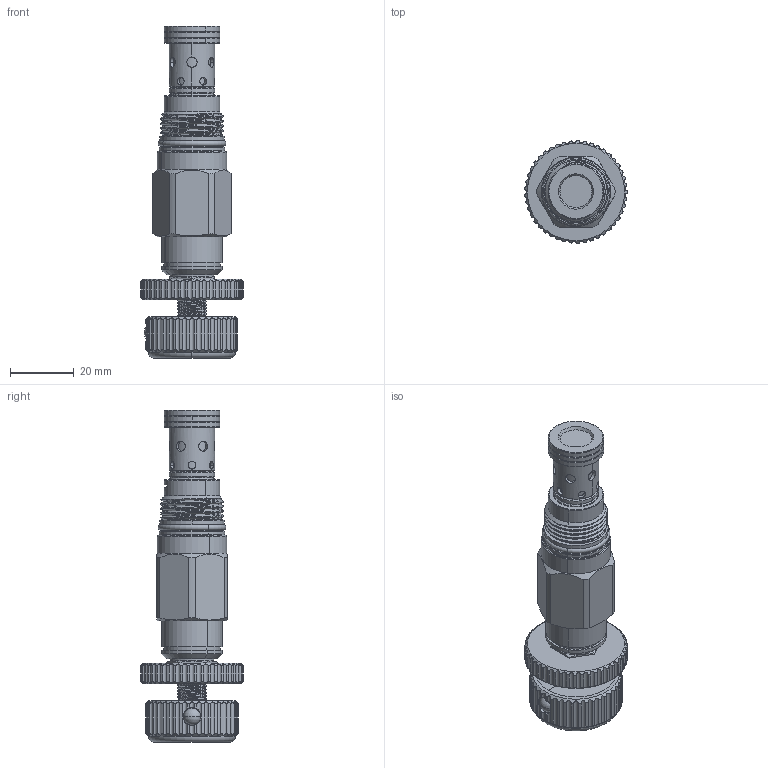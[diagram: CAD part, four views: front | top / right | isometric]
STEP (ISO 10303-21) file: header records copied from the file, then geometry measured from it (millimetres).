
FILE_DESCRIPTION (( 'STEP AP203' ), '1' );
FILE_NAME ('RD10A25-K.STEP', '2021-07-16T03:52:34', ( '' ), ( '' ), 'SwSTEP 2.0', 'SolidWorks 2018', '' );
FILE_SCHEMA (( 'CONFIG_CONTROL_DESIGN' ));
Length unit declared in the file: millimetre
Products named in the file (1): RD10A25-K
Bounding box: 32.18 x 32.2 x 104.49 mm (x, y, z)
Volume: 36372.5 mm3; surface area: 11497.2 mm2
Topology: 1 solids, 1 shells, 560 faces, 1493 edges, 976 vertices
Faces by surface type: cylinder 363, plane 112, cone 49, torus 21, bspline 13, sphere 2
Entity records: 28291 total; most frequent: CARTESIAN_POINT 14944, ORIENTED_EDGE 2986, DIRECTION 2514, EDGE_CURVE 1493, VERTEX_POINT 976, AXIS2_PLACEMENT_3D 950, LINE 614, VECTOR 614
